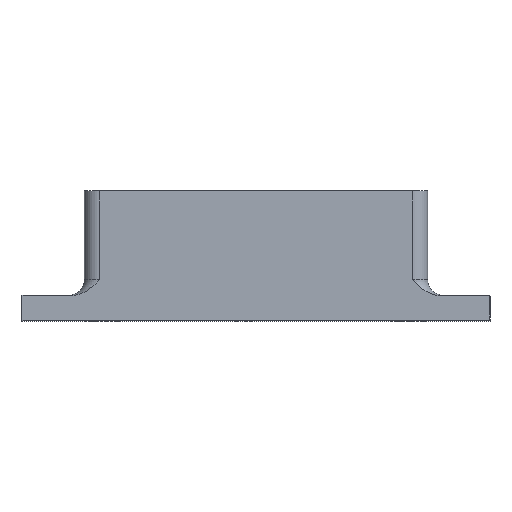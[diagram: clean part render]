
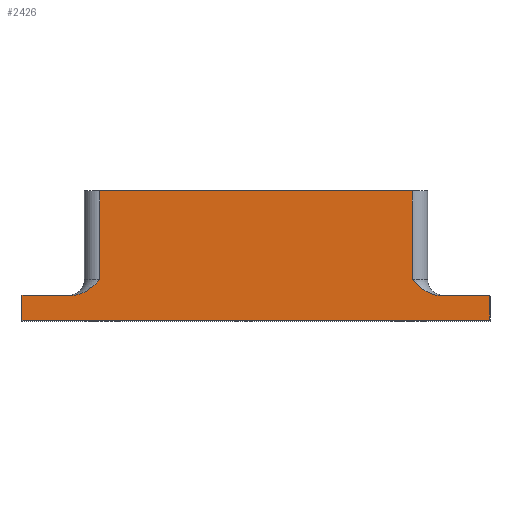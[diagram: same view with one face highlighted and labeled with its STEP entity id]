
A CAD part, top view. The second image highlights one B-rep face of the part: STEP entity #2426.
In plain terms, the highlighted planar face has unit normal (0, 0, 1).
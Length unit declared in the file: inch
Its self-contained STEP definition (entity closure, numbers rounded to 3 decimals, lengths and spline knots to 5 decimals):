
#133=B_SPLINE_CURVE_WITH_KNOTS('',3,(#3643,#3644,#3645,#3646,#3647,#3648,
#3649,#3650,#3651,#3652),.UNSPECIFIED.,.F.,.F.,(4,2,2,2,4),(1.60506,
1.72645,1.84784,2.03447,2.2211),
 .UNSPECIFIED.);
#134=B_SPLINE_CURVE_WITH_KNOTS('',3,(#3668,#3669,#3670,#3671,#3672,#3673,
#3674,#3675,#3676,#3677),.UNSPECIFIED.,.F.,.F.,(4,2,2,2,4),(0.,0.18663,
0.37326,0.49465,0.61603),.UNSPECIFIED.);
#228=PLANE('',#2608);
#318=FACE_OUTER_BOUND('',#457,.T.);
#457=EDGE_LOOP('',(#1958,#1959,#1960,#1961,#1962,#1963,#1964,#1965,#1966,
#1967));
#544=LINE('',#3157,#756);
#606=LINE('',#3660,#818);
#609=LINE('',#3702,#821);
#615=LINE('',#3718,#827);
#627=LINE('',#3745,#839);
#631=LINE('',#3752,#843);
#646=LINE('',#3982,#858);
#647=LINE('',#3984,#859);
#756=VECTOR('',#2668,0.3937);
#818=VECTOR('',#2838,0.3937);
#821=VECTOR('',#2861,0.3937);
#827=VECTOR('',#2875,0.3937);
#839=VECTOR('',#2895,0.3937);
#843=VECTOR('',#2905,0.3937);
#858=VECTOR('',#2936,0.3937);
#859=VECTOR('',#2939,0.3937);
#1023=VERTEX_POINT('',#3155);
#1024=VERTEX_POINT('',#3156);
#1144=VERTEX_POINT('',#3641);
#1145=VERTEX_POINT('',#3642);
#1147=VERTEX_POINT('',#3658);
#1150=VERTEX_POINT('',#3665);
#1151=VERTEX_POINT('',#3667);
#1156=VERTEX_POINT('',#3701);
#1161=VERTEX_POINT('',#3715);
#1162=VERTEX_POINT('',#3717);
#1268=EDGE_CURVE('',#1023,#1024,#544,.T.);
#1407=EDGE_CURVE('',#1144,#1145,#133,.T.);
#1412=EDGE_CURVE('',#1147,#1144,#606,.T.);
#1415=EDGE_CURVE('',#1150,#1151,#134,.T.);
#1423=EDGE_CURVE('',#1151,#1156,#609,.T.);
#1431=EDGE_CURVE('',#1161,#1162,#615,.T.);
#1445=EDGE_CURVE('',#1145,#1161,#627,.T.);
#1449=EDGE_CURVE('',#1162,#1150,#631,.T.);
#1484=EDGE_CURVE('',#1023,#1156,#646,.T.);
#1485=EDGE_CURVE('',#1024,#1147,#647,.T.);
#1958=ORIENTED_EDGE('',*,*,#1412,.F.);
#1959=ORIENTED_EDGE('',*,*,#1485,.F.);
#1960=ORIENTED_EDGE('',*,*,#1268,.F.);
#1961=ORIENTED_EDGE('',*,*,#1484,.T.);
#1962=ORIENTED_EDGE('',*,*,#1423,.F.);
#1963=ORIENTED_EDGE('',*,*,#1415,.F.);
#1964=ORIENTED_EDGE('',*,*,#1449,.F.);
#1965=ORIENTED_EDGE('',*,*,#1431,.F.);
#1966=ORIENTED_EDGE('',*,*,#1445,.F.);
#1967=ORIENTED_EDGE('',*,*,#1407,.F.);
#2426=ADVANCED_FACE('',(#318),#228,.T.);
#2608=AXIS2_PLACEMENT_3D('',#3992,#2946,#2947);
#2668=DIRECTION('',(-1.,0.,0.));
#2838=DIRECTION('',(1.,0.,0.));
#2861=DIRECTION('',(1.,0.,0.));
#2875=DIRECTION('',(1.,0.,0.));
#2895=DIRECTION('',(0.,1.,0.));
#2905=DIRECTION('',(0.,-1.,0.));
#2936=DIRECTION('',(0.,1.,0.));
#2939=DIRECTION('',(0.,1.,0.));
#2946=DIRECTION('center_axis',(0.,0.,1.));
#2947=DIRECTION('ref_axis',(1.,0.,0.));
#3155=CARTESIAN_POINT('',(0.5,0.,4.13386));
#3156=CARTESIAN_POINT('',(-3.25591,0.,4.13386));
#3157=CARTESIAN_POINT('',(-2.75591,0.,4.13386));
#3641=CARTESIAN_POINT('',(-2.84741,0.2,4.13386));
#3642=CARTESIAN_POINT('',(-2.63091,0.325,4.13386));
#3643=CARTESIAN_POINT('Ctrl Pts',(-2.84741,0.2,4.13386));
#3644=CARTESIAN_POINT('Ctrl Pts',(-2.83148,0.2,4.13386));
#3645=CARTESIAN_POINT('Ctrl Pts',(-2.81427,0.20243,4.13386));
#3646=CARTESIAN_POINT('Ctrl Pts',(-2.78102,0.21182,4.13386));
#3647=CARTESIAN_POINT('Ctrl Pts',(-2.76497,0.21875,4.13386));
#3648=CARTESIAN_POINT('Ctrl Pts',(-2.72938,0.2379,4.13386));
#3649=CARTESIAN_POINT('Ctrl Pts',(-2.70776,0.25362,4.13386));
#3650=CARTESIAN_POINT('Ctrl Pts',(-2.66725,0.28858,4.13386));
#3651=CARTESIAN_POINT('Ctrl Pts',(-2.64822,0.30768,4.13386));
#3652=CARTESIAN_POINT('Ctrl Pts',(-2.63091,0.325,4.13386));
#3658=CARTESIAN_POINT('',(-3.25591,0.2,4.13386));
#3660=CARTESIAN_POINT('',(-2.75591,0.2,4.13386));
#3665=CARTESIAN_POINT('',(-0.125,0.325,4.13386));
#3667=CARTESIAN_POINT('',(0.09151,0.2,4.13386));
#3668=CARTESIAN_POINT('Ctrl Pts',(-0.125,0.325,4.13386));
#3669=CARTESIAN_POINT('Ctrl Pts',(-0.10768,0.30768,4.13386));
#3670=CARTESIAN_POINT('Ctrl Pts',(-0.08865,0.28858,
4.13386));
#3671=CARTESIAN_POINT('Ctrl Pts',(-0.04814,0.25362,
4.13386));
#3672=CARTESIAN_POINT('Ctrl Pts',(-0.02653,0.2379,
4.13386));
#3673=CARTESIAN_POINT('Ctrl Pts',(0.00906,0.21875,4.13386));
#3674=CARTESIAN_POINT('Ctrl Pts',(0.02512,0.21182,
4.13386));
#3675=CARTESIAN_POINT('Ctrl Pts',(0.05837,0.20243,
4.13386));
#3676=CARTESIAN_POINT('Ctrl Pts',(0.07558,0.2,4.13386));
#3677=CARTESIAN_POINT('Ctrl Pts',(0.09151,0.2,4.13386));
#3701=CARTESIAN_POINT('',(0.5,0.2,4.13386));
#3702=CARTESIAN_POINT('',(0.5,0.2,4.13386));
#3715=CARTESIAN_POINT('',(-2.63091,1.0374,4.13386));
#3717=CARTESIAN_POINT('',(-0.125,1.0374,4.13386));
#3718=CARTESIAN_POINT('',(-2.75591,1.0374,4.13386));
#3745=CARTESIAN_POINT('',(-2.63091,0.,4.13386));
#3752=CARTESIAN_POINT('',(-0.125,0.,4.13386));
#3982=CARTESIAN_POINT('',(0.5,0.,4.13386));
#3984=CARTESIAN_POINT('',(-3.25591,0.,4.13386));
#3992=CARTESIAN_POINT('Origin',(-2.75591,0.,4.13386));
